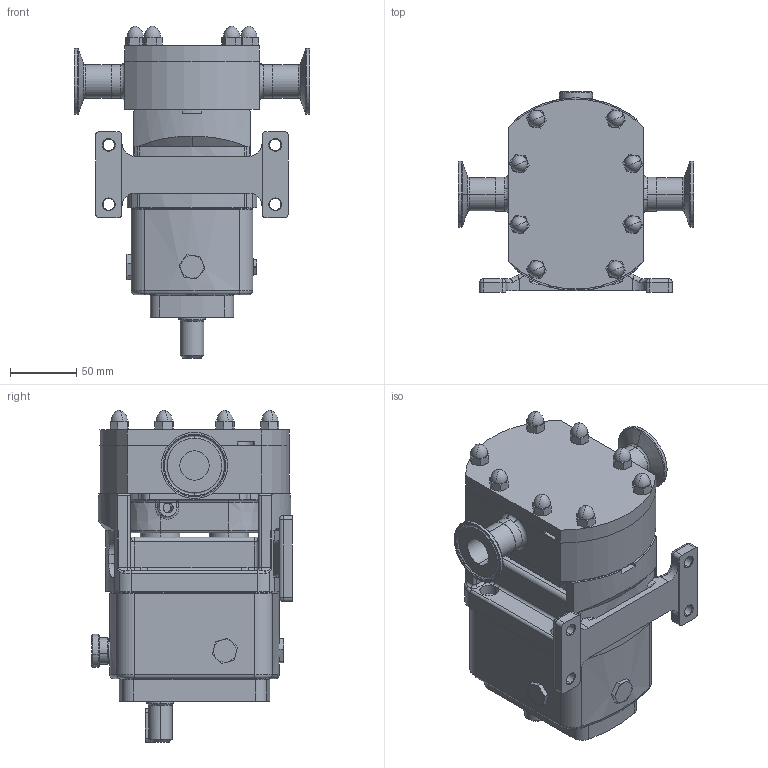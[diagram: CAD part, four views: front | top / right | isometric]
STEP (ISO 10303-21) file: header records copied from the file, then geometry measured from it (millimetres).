
FILE_DESCRIPTION (( 'STEP AP214' ), '1' );
FILE_NAME ('GA3710.STEP', '2024-11-07T16:13:42', ( '' ), ( '' ), 'SwSTEP 2.0', 'SolidWorks 2023', '' );
FILE_SCHEMA (( 'AUTOMOTIVE_DESIGN' ));
Length unit declared in the file: millimetre
Products named in the file (3): Copy of Z94-5121-11 - 1 INCH v2^GA3710; Copy (2) of CP10-0005-12 H T^GA3710; GA3710
Assembly tree (3 placements, depth 2):
  GA3710
    Copy (2) of CP10-0005-12 H T^GA3710
    Copy of Z94-5121-11 - 1 INCH v2^GA3710  x2
Bounding box: 178.15 x 151.81 x 251.35 mm (x, y, z)
Volume: 2253449.2 mm3; surface area: 181749.9 mm2
Topology: 3 solids, 3 shells, 763 faces, 1874 edges, 1115 vertices
Faces by surface type: plane 252, cylinder 218, cone 163, torus 94, bspline 24, sphere 12
Entity records: 24255 total; most frequent: CARTESIAN_POINT 6979, DIRECTION 3686, ORIENTED_EDGE 3606, EDGE_CURVE 1803, AXIS2_PLACEMENT_3D 1497, VERTEX_POINT 1091, EDGE_LOOP 794, CIRCLE 773
